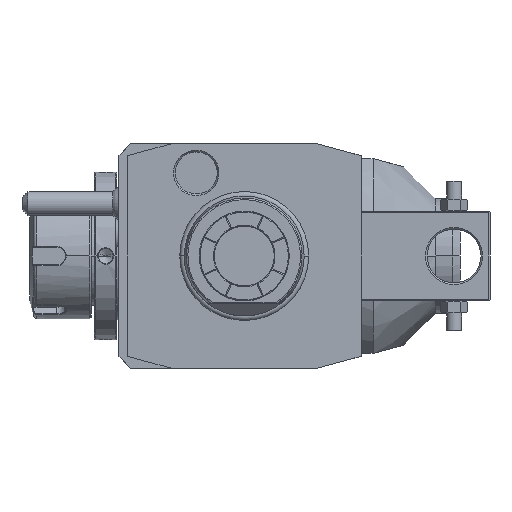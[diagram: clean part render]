
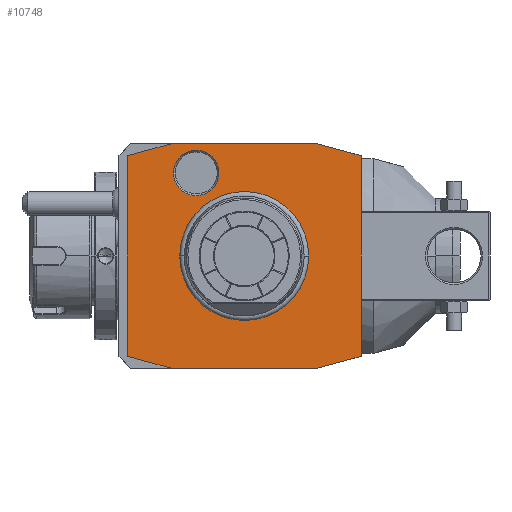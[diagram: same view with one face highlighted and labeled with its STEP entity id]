
A CAD part, front view. The second image highlights one B-rep face of the part: STEP entity #10748.
In plain terms, the highlighted planar face has unit normal (0, -1, 0).
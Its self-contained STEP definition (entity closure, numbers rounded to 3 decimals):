
#1=DIRECTION('',(-0.966,0.,0.259));
#2=VECTOR('',#1,15.529);
#3=CARTESIAN_POINT('',(39.,0.,33.481));
#4=LINE('',#3,#2);
#5=DIRECTION('',(0.,0.,1.));
#6=VECTOR('',#5,66.962);
#7=CARTESIAN_POINT('',(39.,0.,-33.481));
#8=LINE('',#7,#6);
#9=DIRECTION('',(0.966,0.,0.259));
#10=VECTOR('',#9,15.529);
#11=CARTESIAN_POINT('',(24.,0.,-37.5));
#12=LINE('',#11,#10);
#13=DIRECTION('',(1.,0.,0.));
#14=VECTOR('',#13,48.);
#15=CARTESIAN_POINT('',(-24.,0.,-37.5));
#16=LINE('',#15,#14);
#17=DIRECTION('',(0.966,0.,-0.259));
#18=VECTOR('',#17,15.529);
#19=CARTESIAN_POINT('',(-39.,0.,-33.481));
#20=LINE('',#19,#18);
#21=DIRECTION('',(0.,0.,-1.));
#22=VECTOR('',#21,66.962);
#23=CARTESIAN_POINT('',(-39.,0.,33.481));
#24=LINE('',#23,#22);
#25=DIRECTION('',(-0.966,0.,-0.259));
#26=VECTOR('',#25,15.529);
#27=CARTESIAN_POINT('',(-24.,0.,37.5));
#28=LINE('',#27,#26);
#29=DIRECTION('',(-1.,0.,0.));
#30=VECTOR('',#29,48.);
#31=CARTESIAN_POINT('',(24.,0.,37.5));
#32=LINE('',#31,#30);
#33=CARTESIAN_POINT('',(-16.,0.,27.713));
#34=DIRECTION('',(0.,1.,0.));
#35=DIRECTION('',(1.,0.,0.));
#36=AXIS2_PLACEMENT_3D('',#33,#34,#35);
#38=CARTESIAN_POINT('',(-16.,0.,27.713));
#39=DIRECTION('',(0.,1.,0.));
#40=DIRECTION('',(-1.,0.,0.));
#41=AXIS2_PLACEMENT_3D('',#38,#39,#40);
#7465=CARTESIAN_POINT('',(0.,0.,0.));
#7466=DIRECTION('',(0.,1.,0.));
#7467=DIRECTION('',(-1.,0.,0.));
#7468=AXIS2_PLACEMENT_3D('',#7465,#7466,#7467);
#7470=CARTESIAN_POINT('',(0.,0.,0.));
#7471=DIRECTION('',(0.,1.,0.));
#7472=DIRECTION('',(1.,0.,0.));
#7473=AXIS2_PLACEMENT_3D('',#7470,#7471,#7472);
#9628=CARTESIAN_POINT('',(-8.423,0.,27.713));
#9629=CARTESIAN_POINT('',(-23.577,0.,27.713));
#9630=VERTEX_POINT('',#9628);
#9631=VERTEX_POINT('',#9629);
#10514=CARTESIAN_POINT('',(39.,0.,33.481));
#10515=CARTESIAN_POINT('',(24.,0.,37.5));
#10516=VERTEX_POINT('',#10514);
#10517=VERTEX_POINT('',#10515);
#10518=CARTESIAN_POINT('',(-24.,0.,37.5));
#10519=VERTEX_POINT('',#10518);
#10520=CARTESIAN_POINT('',(-39.,0.,33.481));
#10521=VERTEX_POINT('',#10520);
#10522=CARTESIAN_POINT('',(-39.,0.,-33.481));
#10523=VERTEX_POINT('',#10522);
#10524=CARTESIAN_POINT('',(-24.,0.,-37.5));
#10525=VERTEX_POINT('',#10524);
#10526=CARTESIAN_POINT('',(24.,0.,-37.5));
#10527=VERTEX_POINT('',#10526);
#10528=CARTESIAN_POINT('',(39.,0.,-33.481));
#10529=VERTEX_POINT('',#10528);
#10581=CARTESIAN_POINT('',(-21.137,0.,0.));
#10582=CARTESIAN_POINT('',(21.137,0.,0.));
#10583=VERTEX_POINT('',#10581);
#10584=VERTEX_POINT('',#10582);
#10713=CARTESIAN_POINT('',(0.,0.,0.));
#10714=DIRECTION('',(0.,-1.,0.));
#10715=DIRECTION('',(-1.,0.,0.));
#10716=AXIS2_PLACEMENT_3D('',#10713,#10714,#10715);
#10717=PLANE('',#10716);
#10719=ORIENTED_EDGE('',*,*,#10718,.F.);
#10721=ORIENTED_EDGE('',*,*,#10720,.F.);
#10723=ORIENTED_EDGE('',*,*,#10722,.F.);
#10725=ORIENTED_EDGE('',*,*,#10724,.F.);
#10727=ORIENTED_EDGE('',*,*,#10726,.F.);
#10729=ORIENTED_EDGE('',*,*,#10728,.F.);
#10731=ORIENTED_EDGE('',*,*,#10730,.F.);
#10733=ORIENTED_EDGE('',*,*,#10732,.F.);
#10734=EDGE_LOOP('',(#10719,#10721,#10723,#10725,#10727,#10729,#10731,#10733));
#10735=FACE_OUTER_BOUND('',#10734,.F.);
#10737=ORIENTED_EDGE('',*,*,#10736,.F.);
#10739=ORIENTED_EDGE('',*,*,#10738,.F.);
#10740=EDGE_LOOP('',(#10737,#10739));
#10741=FACE_BOUND('',#10740,.F.);
#10743=ORIENTED_EDGE('',*,*,#10742,.F.);
#10745=ORIENTED_EDGE('',*,*,#10744,.F.);
#10746=EDGE_LOOP('',(#10743,#10745));
#10747=FACE_BOUND('',#10746,.F.);
#37=CIRCLE('',#36,7.577);
#42=CIRCLE('',#41,7.577);
#7469=CIRCLE('',#7468,21.137);
#7474=CIRCLE('',#7473,21.137);
#10718=EDGE_CURVE('',#10516,#10517,#4,.T.);
#10720=EDGE_CURVE('',#10529,#10516,#8,.T.);
#10722=EDGE_CURVE('',#10527,#10529,#12,.T.);
#10724=EDGE_CURVE('',#10525,#10527,#16,.T.);
#10726=EDGE_CURVE('',#10523,#10525,#20,.T.);
#10728=EDGE_CURVE('',#10521,#10523,#24,.T.);
#10730=EDGE_CURVE('',#10519,#10521,#28,.T.);
#10732=EDGE_CURVE('',#10517,#10519,#32,.T.);
#10736=EDGE_CURVE('',#10583,#10584,#7469,.T.);
#10738=EDGE_CURVE('',#10584,#10583,#7474,.T.);
#10742=EDGE_CURVE('',#9630,#9631,#37,.T.);
#10744=EDGE_CURVE('',#9631,#9630,#42,.T.);
#10748=ADVANCED_FACE('',(#10735,#10741,#10747),#10717,.T.);
